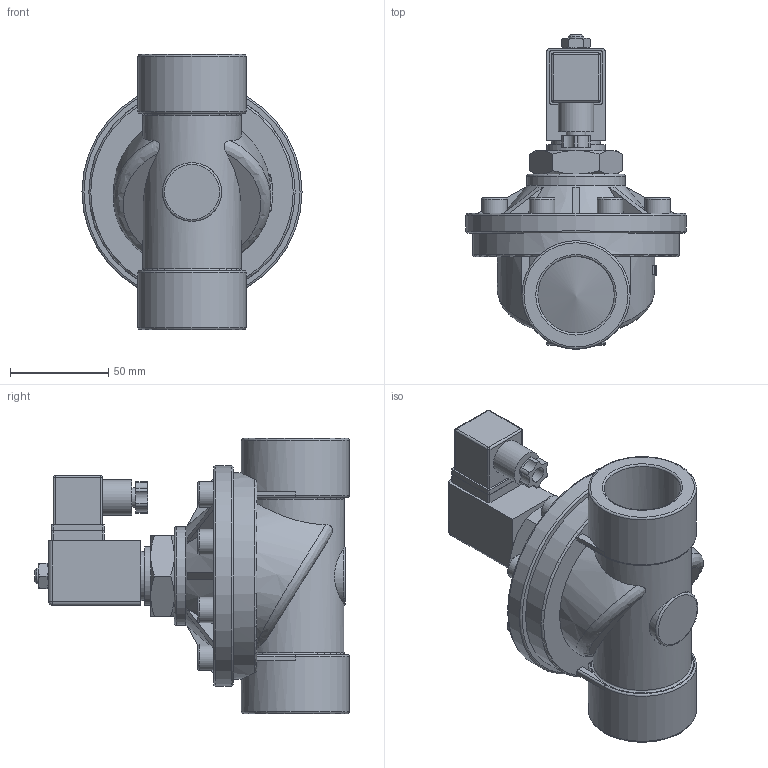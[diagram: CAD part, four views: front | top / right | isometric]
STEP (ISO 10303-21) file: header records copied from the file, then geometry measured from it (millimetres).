
FILE_DESCRIPTION(/* description */ (''),/* implementation_level */ '2;1');
FILE_NAME(/* name */ 'DN32_3D_STEP.stp',/* time_stamp */ '2024-02-15T10:25:05+03:00',/* author */ ('igorr'),/* organization */ (''),/* preprocessor_version */ 'ST-DEVELOPER v19.2',/* originating_system */ 'Autodesk Inventor 2023',/* authorisation */ '');
FILE_SCHEMA (('AUTOMOTIVE_DESIGN { 1 0 10303 214 3 1 1 }'));
Length unit declared in the file: millimetre
Products named in the file (6): Сборка1; Деталь1; соленоид; BS 3692 - M8; BS 3692 - M27; AS 1420 - 1973 - M8 x 16
Assembly tree (12 placements, depth 2):
  Сборка1
    Деталь1
    соленоид
    BS 3692 - M8
    BS 3692 - M27
    AS 1420 - 1973 - M8 x 16  x8
Bounding box: 112 x 160 x 140 mm (x, y, z)
Volume: 584184.3 mm3; surface area: 92290.2 mm2
Topology: 12 solids, 12 shells, 441 faces, 1064 edges, 684 vertices
Faces by surface type: plane 225, cylinder 86, bspline 47, cone 46, torus 31, sphere 6
Full cylindrical faces by diameter (mm): 6.647 x1, 8 x18, 10 x1, 13 x8, 15 x1, 18 x2, 23.752 x1, 25 x1, 30 x2, 38.954 x2, 50 x1, 55 x2, 105 x1, 112 x1
Entity records: 11562 total; most frequent: CARTESIAN_POINT 3717, ORIENTED_EDGE 1620, DIRECTION 1411, EDGE_CURVE 810, AXIS2_PLACEMENT_3D 546, VERTEX_POINT 515, EDGE_LOOP 377, FACE_OUTER_BOUND 336
